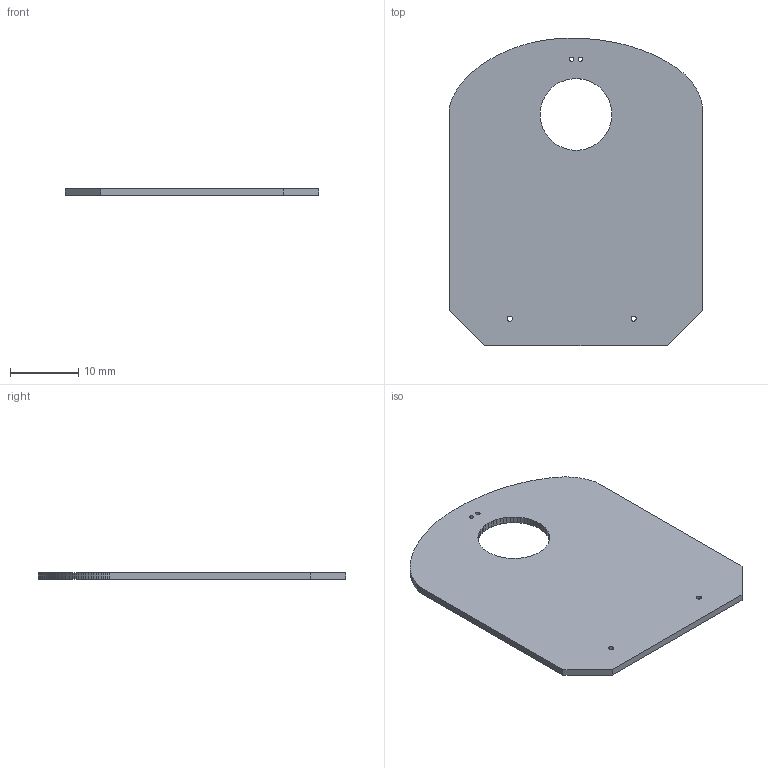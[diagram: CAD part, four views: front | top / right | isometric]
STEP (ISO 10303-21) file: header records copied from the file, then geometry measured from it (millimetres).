
FILE_DESCRIPTION(('FreeCAD Model'),'2;1');
FILE_NAME('blade-plate-med-no-teeth.step','2020-05-19T23:35:19',('Author'),(''), 'Open CASCADE STEP processor 7.3','FreeCAD','Unknown');
FILE_SCHEMA(('AUTOMOTIVE_DESIGN { 1 0 10303 214 1 1 1 1 }'));
Length unit declared in the file: millimetre
Products named in the file (6): blade-plate-med-no-teeth; Board_Geoms_2f9; Local_CS_2f9; Pcb_2f9; PCB_Sketch_2f9; Step_Models_2f9
Assembly tree (5 placements, depth 3):
  blade-plate-med-no-teeth
    Board_Geoms_2f9
      Local_CS_2f9
      Pcb_2f9
      PCB_Sketch_2f9
    Step_Models_2f9
Bounding box: 37.12 x 45.09 x 1 mm (x, y, z)
Volume: 1468.7 mm3; surface area: 3125.6 mm2
Topology: 1 solids, 1 shells, 141 faces, 552 edges, 548 vertices
Faces by surface type: plane 137, cylinder 4
Full cylindrical faces by diameter (mm): 0.65 x2, 0.762 x2
Entity records: 5717 total; most frequent: CARTESIAN_POINT 1247, DIRECTION 854, ORIENTED_EDGE 834, LINE 544, VECTOR 544, EDGE_CURVE 417, VERTEX_POINT 278, AXIS2_PLACEMENT_3D 155
